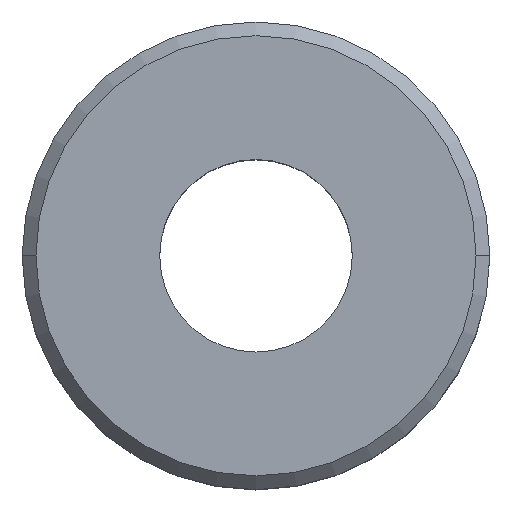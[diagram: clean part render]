
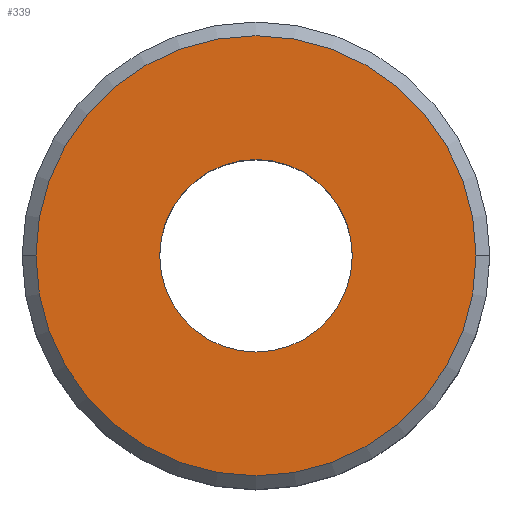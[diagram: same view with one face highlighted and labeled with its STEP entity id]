
A CAD part, top view. The second image highlights one B-rep face of the part: STEP entity #339.
In plain terms, the highlighted planar face has unit normal (0, 0, 1).
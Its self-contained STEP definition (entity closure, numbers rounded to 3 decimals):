
#4 = CIRCLE ( 'NONE', #315, 7. ) ;
#7 = DIRECTION ( 'NONE',  ( 0., 0., 1. ) ) ;
#13 = DIRECTION ( 'NONE',  ( 1., 0., 0. ) ) ;
#30 = VERTEX_POINT ( 'NONE', #231 ) ;
#37 = EDGE_CURVE ( 'NONE', #30, #266, #252, .T. ) ;
#90 = AXIS2_PLACEMENT_3D ( 'NONE', #341, #225, #213 ) ;
#93 = DIRECTION ( 'NONE',  ( -1., 0., 0. ) ) ;
#100 = VERTEX_POINT ( 'NONE', #343 ) ;
#110 = CARTESIAN_POINT ( 'NONE',  ( 7., 0., 19. ) ) ;
#129 = FACE_OUTER_BOUND ( 'NONE', #334, .T. ) ;
#136 = AXIS2_PLACEMENT_3D ( 'NONE', #174, #7, #219 ) ;
#141 = ORIENTED_EDGE ( 'NONE', *, *, #203, .F. ) ;
#152 = VERTEX_POINT ( 'NONE', #110 ) ;
#157 = EDGE_CURVE ( 'NONE', #266, #30, #217, .T. ) ;
#158 = AXIS2_PLACEMENT_3D ( 'NONE', #170, #300, #93 ) ;
#161 = DIRECTION ( 'NONE',  ( 0., 0., 1. ) ) ;
#170 = CARTESIAN_POINT ( 'NONE',  ( 0., 16., 19. ) ) ;
#171 = DIRECTION ( 'NONE',  ( 0., 0., 1. ) ) ;
#174 = CARTESIAN_POINT ( 'NONE',  ( 0., 0., 19. ) ) ;
#184 = ORIENTED_EDGE ( 'NONE', *, *, #157, .T. ) ;
#190 = AXIS2_PLACEMENT_3D ( 'NONE', #210, #161, #253 ) ;
#203 = EDGE_CURVE ( 'NONE', #100, #152, #4, .T. ) ;
#209 = EDGE_LOOP ( 'NONE', ( #249, #141 ) ) ;
#210 = CARTESIAN_POINT ( 'NONE',  ( 0., 0., 19. ) ) ;
#213 = DIRECTION ( 'NONE',  ( 1., 0., 0. ) ) ;
#217 = CIRCLE ( 'NONE', #90, 16. ) ;
#219 = DIRECTION ( 'NONE',  ( 1., 0., 0. ) ) ;
#225 = DIRECTION ( 'NONE',  ( 0., 0., 1. ) ) ;
#231 = CARTESIAN_POINT ( 'NONE',  ( -16., 0., 19. ) ) ;
#249 = ORIENTED_EDGE ( 'NONE', *, *, #281, .F. ) ;
#252 = CIRCLE ( 'NONE', #190, 16. ) ;
#253 = DIRECTION ( 'NONE',  ( 1., 0., 0. ) ) ;
#266 = VERTEX_POINT ( 'NONE', #324 ) ;
#281 = EDGE_CURVE ( 'NONE', #152, #100, #312, .T. ) ;
#282 = FACE_BOUND ( 'NONE', #209, .T. ) ;
#300 = DIRECTION ( 'NONE',  ( 0., 0., -1. ) ) ;
#312 = CIRCLE ( 'NONE', #136, 7. ) ;
#315 = AXIS2_PLACEMENT_3D ( 'NONE', #326, #171, #13 ) ;
#324 = CARTESIAN_POINT ( 'NONE',  ( 16., 0., 19. ) ) ;
#326 = CARTESIAN_POINT ( 'NONE',  ( 0., 0., 19. ) ) ;
#334 = EDGE_LOOP ( 'NONE', ( #347, #184 ) ) ;
#339 = ADVANCED_FACE ( 'NONE', ( #282, #129 ), #340, .F. ) ;
#340 = PLANE ( 'NONE',  #158 ) ;
#341 = CARTESIAN_POINT ( 'NONE',  ( 0., 0., 19. ) ) ;
#343 = CARTESIAN_POINT ( 'NONE',  ( -7., 0., 19. ) ) ;
#347 = ORIENTED_EDGE ( 'NONE', *, *, #37, .T. ) ;
